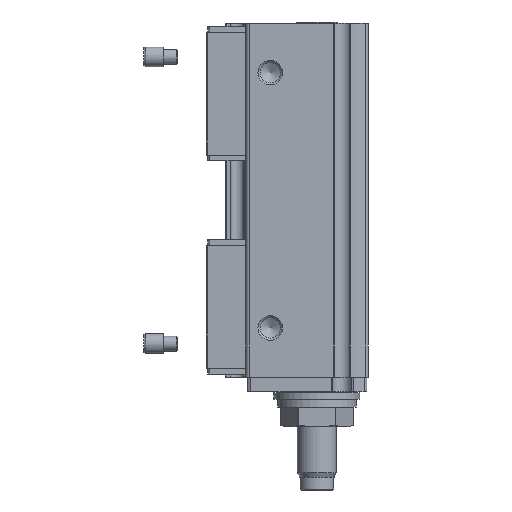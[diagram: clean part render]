
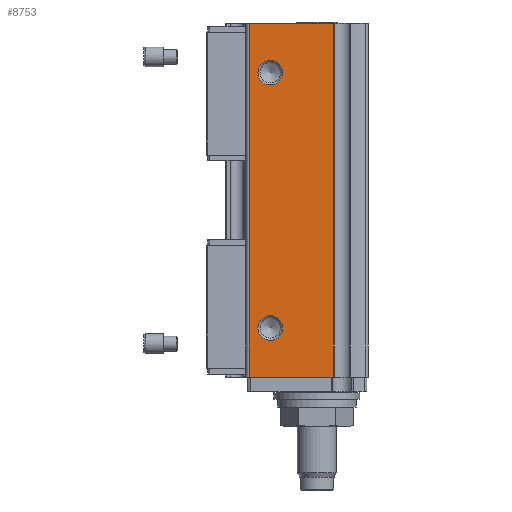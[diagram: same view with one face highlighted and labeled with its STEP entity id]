
A CAD part, left-side view. The second image highlights one B-rep face of the part: STEP entity #8753.
In plain terms, the highlighted planar face has unit normal (-1, 0, 0).
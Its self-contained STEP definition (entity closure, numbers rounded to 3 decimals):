
#398=CIRCLE('',#9374,2.5);
#399=CIRCLE('',#9375,2.5);
#893=ORIENTED_EDGE('',*,*,#3399,.T.);
#894=ORIENTED_EDGE('',*,*,#3400,.T.);
#895=ORIENTED_EDGE('',*,*,#3401,.T.);
#896=ORIENTED_EDGE('',*,*,#3402,.F.);
#897=ORIENTED_EDGE('',*,*,#3398,.F.);
#898=ORIENTED_EDGE('',*,*,#3403,.T.);
#3398=EDGE_CURVE('',#4647,#4645,#5513,.T.);
#3399=EDGE_CURVE('',#4648,#4648,#398,.T.);
#3400=EDGE_CURVE('',#4649,#4649,#399,.T.);
#3401=EDGE_CURVE('',#4650,#4651,#5514,.T.);
#3402=EDGE_CURVE('',#4645,#4651,#5515,.T.);
#3403=EDGE_CURVE('',#4647,#4650,#5516,.T.);
#4645=VERTEX_POINT('',#13272);
#4647=VERTEX_POINT('',#13276);
#4648=VERTEX_POINT('',#13280);
#4649=VERTEX_POINT('',#13282);
#4650=VERTEX_POINT('',#13284);
#4651=VERTEX_POINT('',#13285);
#5513=LINE('',#13277,#6271);
#5514=LINE('',#13283,#6272);
#5515=LINE('',#13286,#6273);
#5516=LINE('',#13287,#6274);
#6271=VECTOR('',#10445,1000.);
#6272=VECTOR('',#10452,1000.);
#6273=VECTOR('',#10453,1000.);
#6274=VECTOR('',#10454,1000.);
#7029=EDGE_LOOP('',(#893));
#7030=EDGE_LOOP('',(#894));
#7031=EDGE_LOOP('',(#895,#896,#897,#898));
#7745=FACE_BOUND('',#7029,.T.);
#7746=FACE_BOUND('',#7030,.T.);
#7747=FACE_BOUND('',#7031,.T.);
#8463=PLANE('',#9373);
#8753=ADVANCED_FACE('',(#7745,#7746,#7747),#8463,.T.);
#9373=AXIS2_PLACEMENT_3D('',#13278,#10446,#10447);
#9374=AXIS2_PLACEMENT_3D('',#13279,#10448,#10449);
#9375=AXIS2_PLACEMENT_3D('',#13281,#10450,#10451);
#10445=DIRECTION('',(0.,0.,1.));
#10446=DIRECTION('',(-1.,0.,0.));
#10447=DIRECTION('',(0.,0.,1.));
#10448=DIRECTION('',(1.,0.,0.));
#10449=DIRECTION('',(0.,0.,-1.));
#10450=DIRECTION('',(1.,0.,0.));
#10451=DIRECTION('',(0.,0.,-1.));
#10452=DIRECTION('',(0.,0.,1.));
#10453=DIRECTION('',(0.,-1.,0.));
#10454=DIRECTION('',(0.,-1.,0.));
#13272=CARTESIAN_POINT('',(-25.,24.25,0.));
#13276=CARTESIAN_POINT('',(-25.,24.25,-72.));
#13277=CARTESIAN_POINT('',(-25.,24.25,-72.));
#13278=CARTESIAN_POINT('',(-25.,24.25,-72.));
#13279=CARTESIAN_POINT('',(-25.,20.,-10.));
#13280=CARTESIAN_POINT('',(-25.,20.,-12.5));
#13281=CARTESIAN_POINT('',(-25.,20.,-62.));
#13282=CARTESIAN_POINT('',(-25.,20.,-64.5));
#13283=CARTESIAN_POINT('',(-25.,7.12,-72.));
#13284=CARTESIAN_POINT('',(-25.,7.12,-72.));
#13285=CARTESIAN_POINT('',(-25.,7.12,0.));
#13286=CARTESIAN_POINT('',(-25.,24.25,0.));
#13287=CARTESIAN_POINT('',(-25.,24.25,-72.));
